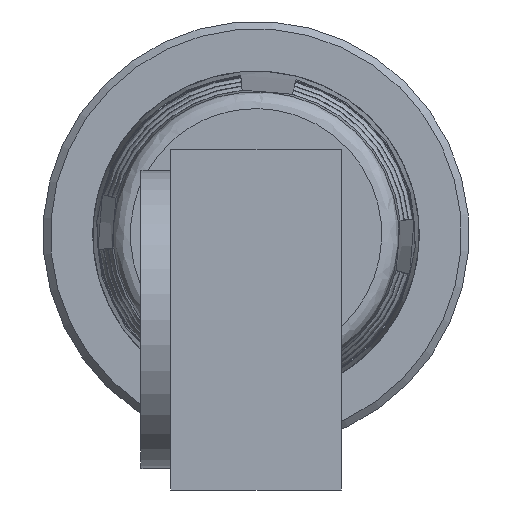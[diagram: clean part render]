
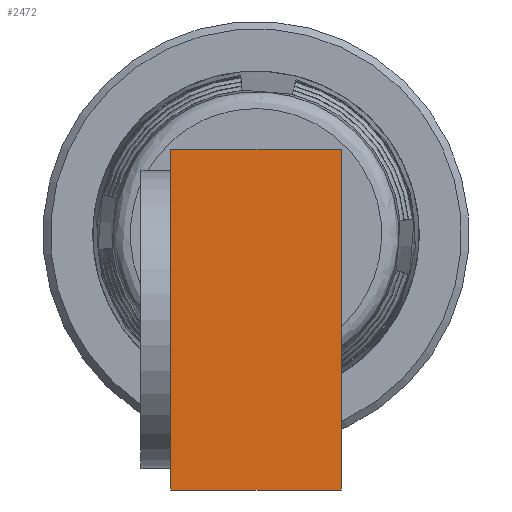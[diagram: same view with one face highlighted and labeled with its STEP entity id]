
A CAD part, left-side view. The second image highlights one B-rep face of the part: STEP entity #2472.
In plain terms, the highlighted planar face has unit normal (-1, 0, 0).
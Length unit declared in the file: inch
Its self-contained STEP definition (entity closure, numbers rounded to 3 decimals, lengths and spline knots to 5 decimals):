
#81 = EDGE_CURVE ( 'NONE', #5561, #10270, #10594, .T. ) ;
#645 = VERTEX_POINT ( 'NONE', #11109 ) ;
#848 = DIRECTION ( 'NONE',  ( 0., -1., 0. ) ) ;
#1186 = PLANE ( 'NONE',  #2785 ) ;
#1829 = CARTESIAN_POINT ( 'NONE',  ( 0., -0.07874, 0.07874 ) ) ;
#2011 = ORIENTED_EDGE ( 'NONE', *, *, #11607, .T. ) ;
#2446 = CARTESIAN_POINT ( 'NONE',  ( 0., 0.07874, 0.07874 ) ) ;
#2472 = ADVANCED_FACE ( 'NONE', ( #6230 ), #1186, .F. ) ;
#2785 = AXIS2_PLACEMENT_3D ( 'NONE', #3134, #12020, #5929 ) ;
#2884 = DIRECTION ( 'NONE',  ( 0., -1., 0. ) ) ;
#3134 = CARTESIAN_POINT ( 'NONE',  ( 0., 0.07874, 0.07874 ) ) ;
#3742 = ORIENTED_EDGE ( 'NONE', *, *, #81, .F. ) ;
#4146 = CARTESIAN_POINT ( 'NONE',  ( 0., -0.07874, 0.07874 ) ) ;
#4823 = VECTOR ( 'NONE', #848, 39.37008 ) ;
#5561 = VERTEX_POINT ( 'NONE', #10673 ) ;
#5929 = DIRECTION ( 'NONE',  ( 0., 0., -1. ) ) ;
#5935 = VERTEX_POINT ( 'NONE', #11646 ) ;
#6230 = FACE_OUTER_BOUND ( 'NONE', #9292, .T. ) ;
#6420 = LINE ( 'NONE', #10247, #4823 ) ;
#7350 = DIRECTION ( 'NONE',  ( 0., 0., 1. ) ) ;
#7914 = ORIENTED_EDGE ( 'NONE', *, *, #12065, .F. ) ;
#7969 = EDGE_CURVE ( 'NONE', #645, #5935, #6420, .T. ) ;
#8107 = VECTOR ( 'NONE', #7350, 39.37008 ) ;
#9002 = VECTOR ( 'NONE', #2884, 39.37008 ) ;
#9292 = EDGE_LOOP ( 'NONE', ( #2011, #3742, #7914, #10828 ) ) ;
#10247 = CARTESIAN_POINT ( 'NONE',  ( 0., 0., -0.23622 ) ) ;
#10270 = VERTEX_POINT ( 'NONE', #4146 ) ;
#10352 = LINE ( 'NONE', #2446, #8107 ) ;
#10471 = LINE ( 'NONE', #1829, #11562 ) ;
#10594 = LINE ( 'NONE', #12305, #9002 ) ;
#10673 = CARTESIAN_POINT ( 'NONE',  ( 0., 0.07874, 0.07874 ) ) ;
#10828 = ORIENTED_EDGE ( 'NONE', *, *, #7969, .T. ) ;
#11109 = CARTESIAN_POINT ( 'NONE',  ( 0., 0.07874, -0.23622 ) ) ;
#11535 = DIRECTION ( 'NONE',  ( 0., 0., 1. ) ) ;
#11562 = VECTOR ( 'NONE', #11535, 39.37008 ) ;
#11607 = EDGE_CURVE ( 'NONE', #5935, #10270, #10471, .T. ) ;
#11646 = CARTESIAN_POINT ( 'NONE',  ( 0., -0.07874, -0.23622 ) ) ;
#12020 = DIRECTION ( 'NONE',  ( 1., 0., 0. ) ) ;
#12065 = EDGE_CURVE ( 'NONE', #645, #5561, #10352, .T. ) ;
#12305 = CARTESIAN_POINT ( 'NONE',  ( 0., 0., 0.07874 ) ) ;
